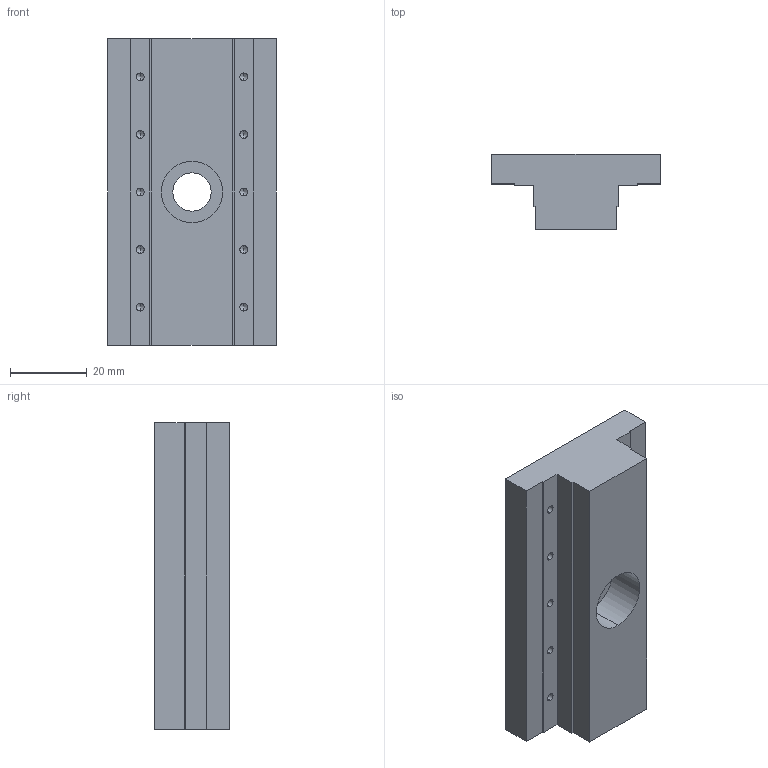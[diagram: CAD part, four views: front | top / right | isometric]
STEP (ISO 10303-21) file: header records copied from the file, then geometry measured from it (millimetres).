
FILE_DESCRIPTION (( 'STEP AP214' ), '1' );
FILE_NAME ('精密打孔器底座移动块.STEP', '2021-08-26T15:52:59', ( '' ), ( '' ), 'SwSTEP 2.0', 'SolidWorks 2020', '' );
FILE_SCHEMA (( 'AUTOMOTIVE_DESIGN' ));
Length unit declared in the file: millimetre
Products named in the file (1): 精密打孔器底座移动块
Bounding box: 44 x 19.5 x 80 mm (x, y, z)
Volume: 44352 mm3; surface area: 12644.7 mm2
Topology: 1 solids, 1 shells, 79 faces, 196 edges, 108 vertices
Faces by surface type: cylinder 32, cone 28, plane 19
Entity records: 2452 total; most frequent: DIRECTION 396, CARTESIAN_POINT 360, ORIENTED_EDGE 344, EDGE_CURVE 172, AXIS2_PLACEMENT_3D 144, LINE 108, VERTEX_POINT 108, VECTOR 108
